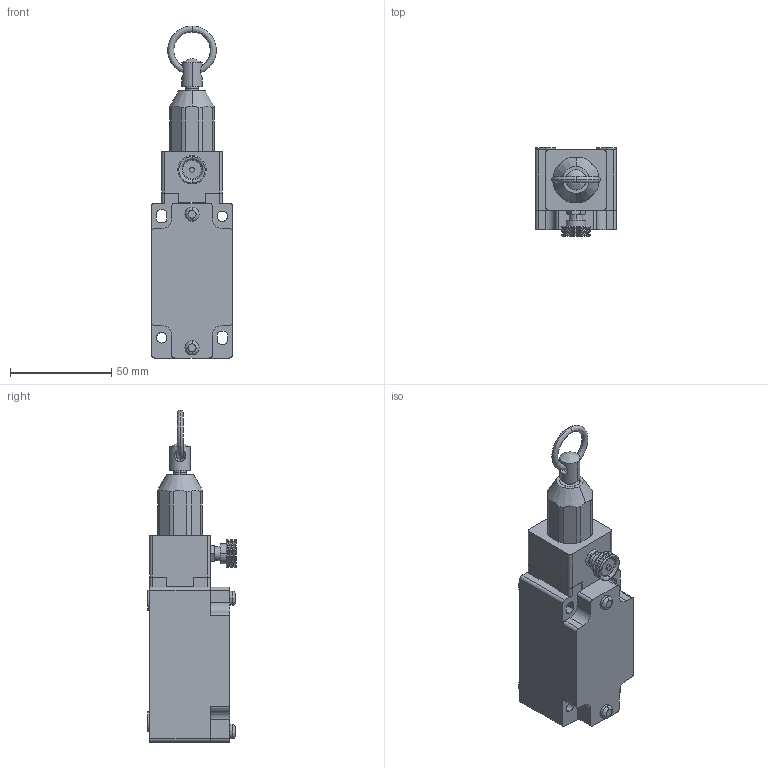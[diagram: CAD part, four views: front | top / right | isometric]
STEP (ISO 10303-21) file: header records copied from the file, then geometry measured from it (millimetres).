
FILE_DESCRIPTION (( 'STEP AP214' ), '1' );
FILE_NAME ('SBM2K99W02.step', '2017-12-19T21:40:53', ( '' ), ( '' ), 'SwSTEP 2.0', 'SolidWorks 2017', '' );
FILE_SCHEMA (( 'AUTOMOTIVE_DESIGN' ));
Length unit declared in the file: inch
Products named in the file (1): SBM2K99W02
Bounding box: 40 x 43.8 x 164 mm (x, y, z)
Volume: 142480.5 mm3; surface area: 30612.7 mm2
Topology: 5 solids, 5 shells, 233 faces, 593 edges, 382 vertices
Faces by surface type: plane 91, cylinder 88, bspline 23, cone 21, torus 10
Entity records: 7842 total; most frequent: CARTESIAN_POINT 2041, DIRECTION 1235, ORIENTED_EDGE 1186, EDGE_CURVE 593, AXIS2_PLACEMENT_3D 478, VERTEX_POINT 382, LINE 279, VECTOR 279
